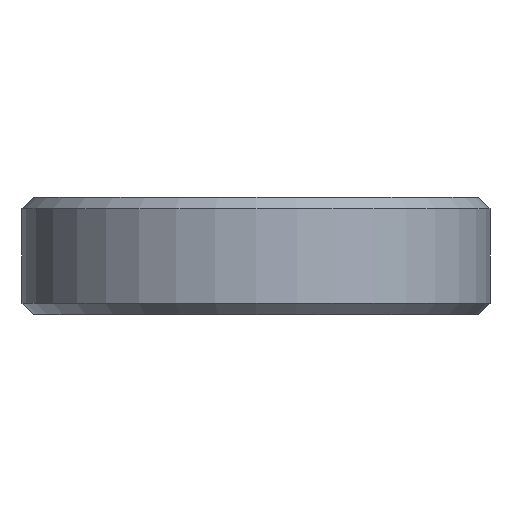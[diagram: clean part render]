
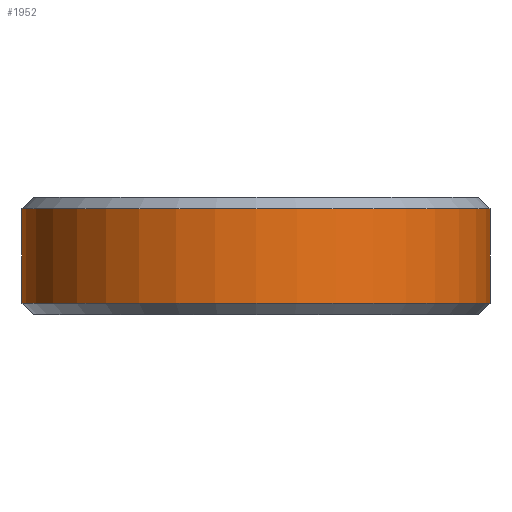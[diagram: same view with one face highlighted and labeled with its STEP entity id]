
A CAD part, left-side view. The second image highlights one B-rep face of the part: STEP entity #1952.
In plain terms, the highlighted cylindrical face has radius 6.25 mm (diameter 12.5 mm), a partial arc.
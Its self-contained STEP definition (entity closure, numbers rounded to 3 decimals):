
#144 = VERTEX_POINT('',#145);
#145 = CARTESIAN_POINT('',(0.,-6.25,0.3));
#161 = CONICAL_SURFACE('',#162,6.25,0.785);
#162 = AXIS2_PLACEMENT_3D('',#163,#164,#165);
#163 = CARTESIAN_POINT('',(0.,0.,0.3));
#164 = DIRECTION('',(0.,0.,1.));
#165 = DIRECTION('',(0.,1.,0.));
#187 = PLANE('',#188);
#188 = AXIS2_PLACEMENT_3D('',#189,#190,#191);
#189 = CARTESIAN_POINT('',(212.5,-6.25,0.));
#190 = DIRECTION('',(0.,-1.,0.));
#191 = DIRECTION('',(-1.,0.,0.));
#290 = PLANE('',#291);
#291 = AXIS2_PLACEMENT_3D('',#292,#293,#294);
#292 = CARTESIAN_POINT('',(212.5,6.25,0.));
#293 = DIRECTION('',(0.,-1.,0.));
#294 = DIRECTION('',(-1.,0.,0.));
#969 = VERTEX_POINT('',#970);
#970 = CARTESIAN_POINT('',(0.,6.25,0.3));
#1017 = EDGE_CURVE('',#969,#144,#1018,.T.);
#1018 = SURFACE_CURVE('',#1019,(#1024,#1031),.PCURVE_S1.);
#1019 = CIRCLE('',#1020,6.25);
#1020 = AXIS2_PLACEMENT_3D('',#1021,#1022,#1023);
#1021 = CARTESIAN_POINT('',(0.,0.,0.3));
#1022 = DIRECTION('',(0.,-0.,1.));
#1023 = DIRECTION('',(0.,1.,0.));
#1024 = PCURVE('',#161,#1025);
#1025 = DEFINITIONAL_REPRESENTATION('',(#1026),#1030);
#1026 = LINE('',#1027,#1028);
#1027 = CARTESIAN_POINT('',(0.,-0.));
#1028 = VECTOR('',#1029,1.);
#1029 = DIRECTION('',(1.,-0.));
#1030 = ( GEOMETRIC_REPRESENTATION_CONTEXT(2) 
PARAMETRIC_REPRESENTATION_CONTEXT() REPRESENTATION_CONTEXT('2D SPACE',''
  ) );
#1031 = PCURVE('',#1032,#1037);
#1032 = CYLINDRICAL_SURFACE('',#1033,6.25);
#1033 = AXIS2_PLACEMENT_3D('',#1034,#1035,#1036);
#1034 = CARTESIAN_POINT('',(0.,0.,0.));
#1035 = DIRECTION('',(-0.,-0.,-1.));
#1036 = DIRECTION('',(1.,0.,0.));
#1037 = DEFINITIONAL_REPRESENTATION('',(#1038),#1042);
#1038 = LINE('',#1039,#1040);
#1039 = CARTESIAN_POINT('',(-1.571,-0.3));
#1040 = VECTOR('',#1041,1.);
#1041 = DIRECTION('',(-1.,0.));
#1042 = ( GEOMETRIC_REPRESENTATION_CONTEXT(2) 
PARAMETRIC_REPRESENTATION_CONTEXT() REPRESENTATION_CONTEXT('2D SPACE',''
  ) );
#1051 = VERTEX_POINT('',#1052);
#1052 = CARTESIAN_POINT('',(0.,-6.25,2.825));
#1078 = EDGE_CURVE('',#144,#1051,#1079,.T.);
#1079 = SURFACE_CURVE('',#1080,(#1084,#1091),.PCURVE_S1.);
#1080 = LINE('',#1081,#1082);
#1081 = CARTESIAN_POINT('',(0.,-6.25,0.));
#1082 = VECTOR('',#1083,1.);
#1083 = DIRECTION('',(0.,0.,1.));
#1084 = PCURVE('',#187,#1085);
#1085 = DEFINITIONAL_REPRESENTATION('',(#1086),#1090);
#1086 = LINE('',#1087,#1088);
#1087 = CARTESIAN_POINT('',(212.5,0.));
#1088 = VECTOR('',#1089,1.);
#1089 = DIRECTION('',(0.,-1.));
#1090 = ( GEOMETRIC_REPRESENTATION_CONTEXT(2) 
PARAMETRIC_REPRESENTATION_CONTEXT() REPRESENTATION_CONTEXT('2D SPACE',''
  ) );
#1091 = PCURVE('',#1032,#1092);
#1092 = DEFINITIONAL_REPRESENTATION('',(#1093),#1097);
#1093 = LINE('',#1094,#1095);
#1094 = CARTESIAN_POINT('',(-4.712,0.));
#1095 = VECTOR('',#1096,1.);
#1096 = DIRECTION('',(-0.,-1.));
#1097 = ( GEOMETRIC_REPRESENTATION_CONTEXT(2) 
PARAMETRIC_REPRESENTATION_CONTEXT() REPRESENTATION_CONTEXT('2D SPACE',''
  ) );
#1187 = VERTEX_POINT('',#1188);
#1188 = CARTESIAN_POINT('',(0.,6.25,2.825));
#1209 = EDGE_CURVE('',#969,#1187,#1210,.T.);
#1210 = SURFACE_CURVE('',#1211,(#1215,#1222),.PCURVE_S1.);
#1211 = LINE('',#1212,#1213);
#1212 = CARTESIAN_POINT('',(0.,6.25,0.));
#1213 = VECTOR('',#1214,1.);
#1214 = DIRECTION('',(0.,0.,1.));
#1215 = PCURVE('',#290,#1216);
#1216 = DEFINITIONAL_REPRESENTATION('',(#1217),#1221);
#1217 = LINE('',#1218,#1219);
#1218 = CARTESIAN_POINT('',(212.5,0.));
#1219 = VECTOR('',#1220,1.);
#1220 = DIRECTION('',(0.,-1.));
#1221 = ( GEOMETRIC_REPRESENTATION_CONTEXT(2) 
PARAMETRIC_REPRESENTATION_CONTEXT() REPRESENTATION_CONTEXT('2D SPACE',''
  ) );
#1222 = PCURVE('',#1032,#1223);
#1223 = DEFINITIONAL_REPRESENTATION('',(#1224),#1228);
#1224 = LINE('',#1225,#1226);
#1225 = CARTESIAN_POINT('',(-1.571,0.));
#1226 = VECTOR('',#1227,1.);
#1227 = DIRECTION('',(-0.,-1.));
#1228 = ( GEOMETRIC_REPRESENTATION_CONTEXT(2) 
PARAMETRIC_REPRESENTATION_CONTEXT() REPRESENTATION_CONTEXT('2D SPACE',''
  ) );
#1952 = ADVANCED_FACE('',(#1953),#1032,.T.);
#1953 = FACE_BOUND('',#1954,.F.);
#1954 = EDGE_LOOP('',(#1955,#1956,#1983,#1984));
#1955 = ORIENTED_EDGE('',*,*,#1209,.T.);
#1956 = ORIENTED_EDGE('',*,*,#1957,.T.);
#1957 = EDGE_CURVE('',#1187,#1051,#1958,.T.);
#1958 = SURFACE_CURVE('',#1959,(#1964,#1971),.PCURVE_S1.);
#1959 = CIRCLE('',#1960,6.25);
#1960 = AXIS2_PLACEMENT_3D('',#1961,#1962,#1963);
#1961 = CARTESIAN_POINT('',(0.,0.,2.825));
#1962 = DIRECTION('',(0.,-0.,1.));
#1963 = DIRECTION('',(0.,1.,0.));
#1964 = PCURVE('',#1032,#1965);
#1965 = DEFINITIONAL_REPRESENTATION('',(#1966),#1970);
#1966 = LINE('',#1967,#1968);
#1967 = CARTESIAN_POINT('',(-1.571,-2.825));
#1968 = VECTOR('',#1969,1.);
#1969 = DIRECTION('',(-1.,0.));
#1970 = ( GEOMETRIC_REPRESENTATION_CONTEXT(2) 
PARAMETRIC_REPRESENTATION_CONTEXT() REPRESENTATION_CONTEXT('2D SPACE',''
  ) );
#1971 = PCURVE('',#1972,#1977);
#1972 = CONICAL_SURFACE('',#1973,6.25,0.785);
#1973 = AXIS2_PLACEMENT_3D('',#1974,#1975,#1976);
#1974 = CARTESIAN_POINT('',(0.,0.,2.825));
#1975 = DIRECTION('',(-0.,-0.,-1.));
#1976 = DIRECTION('',(0.,1.,0.));
#1977 = DEFINITIONAL_REPRESENTATION('',(#1978),#1982);
#1978 = LINE('',#1979,#1980);
#1979 = CARTESIAN_POINT('',(-0.,-0.));
#1980 = VECTOR('',#1981,1.);
#1981 = DIRECTION('',(-1.,-0.));
#1982 = ( GEOMETRIC_REPRESENTATION_CONTEXT(2) 
PARAMETRIC_REPRESENTATION_CONTEXT() REPRESENTATION_CONTEXT('2D SPACE',''
  ) );
#1983 = ORIENTED_EDGE('',*,*,#1078,.F.);
#1984 = ORIENTED_EDGE('',*,*,#1017,.F.);
